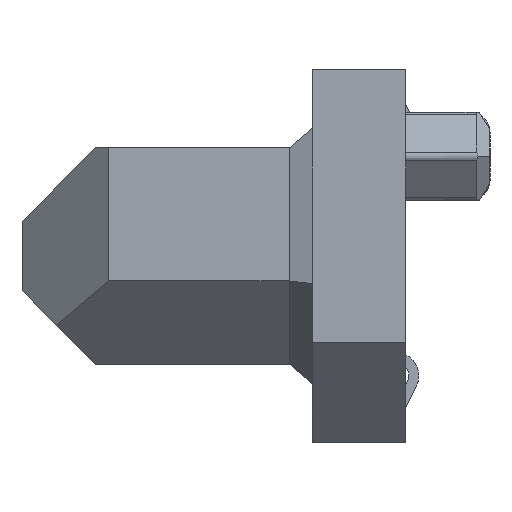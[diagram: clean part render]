
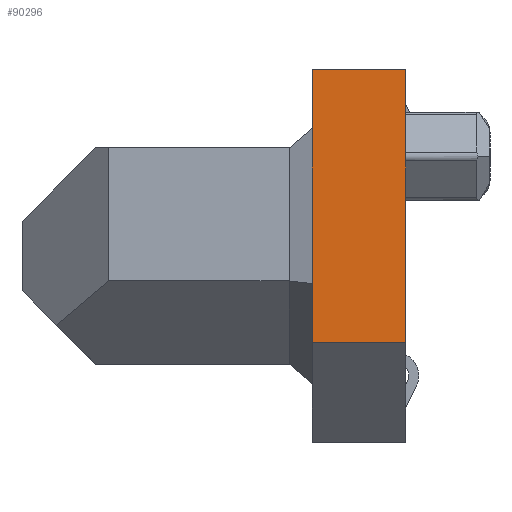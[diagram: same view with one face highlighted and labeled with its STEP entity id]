
A CAD part, left-side view. The second image highlights one B-rep face of the part: STEP entity #90296.
In plain terms, the highlighted planar face has unit normal (-1, 0, 0).
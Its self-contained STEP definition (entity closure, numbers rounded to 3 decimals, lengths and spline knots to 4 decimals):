
#1=DIRECTION('',(0.,-1.,0.));
#2=VECTOR('',#1,1.4);
#3=CARTESIAN_POINT('',(-27.,1.4,-1.3));
#4=LINE('',#3,#2);
#5=DIRECTION('',(0.,0.,1.));
#6=VECTOR('',#5,4.1);
#7=CARTESIAN_POINT('',(-27.,1.4,-1.3));
#8=LINE('',#7,#6);
#9=DIRECTION('',(0.,-1.,0.));
#10=VECTOR('',#9,1.4);
#11=CARTESIAN_POINT('',(-27.,1.4,2.8));
#12=LINE('',#11,#10);
#13=DIRECTION('',(0.,0.,-1.));
#14=VECTOR('',#13,4.1);
#15=CARTESIAN_POINT('',(-27.,0.,2.8));
#16=LINE('',#15,#14);
#70089=CARTESIAN_POINT('',(-27.,1.4,2.8));
#70090=CARTESIAN_POINT('',(-27.,0.,2.8));
#70091=VERTEX_POINT('',#70089);
#70092=VERTEX_POINT('',#70090);
#70101=CARTESIAN_POINT('',(-27.,0.,-1.3));
#70103=VERTEX_POINT('',#70101);
#70107=CARTESIAN_POINT('',(-27.,1.4,-1.3));
#70108=VERTEX_POINT('',#70107);
#90281=CARTESIAN_POINT('',(-27.,0.,0.));
#90282=DIRECTION('',(1.,0.,0.));
#90283=DIRECTION('',(0.,0.,-1.));
#90284=AXIS2_PLACEMENT_3D('',#90281,#90282,#90283);
#90285=PLANE('',#90284);
#90287=ORIENTED_EDGE('',*,*,#90286,.F.);
#90289=ORIENTED_EDGE('',*,*,#90288,.T.);
#90291=ORIENTED_EDGE('',*,*,#90290,.T.);
#90293=ORIENTED_EDGE('',*,*,#90292,.T.);
#90294=EDGE_LOOP('',(#90287,#90289,#90291,#90293));
#90295=FACE_OUTER_BOUND('',#90294,.F.);
#90286=EDGE_CURVE('',#70108,#70103,#4,.T.);
#90288=EDGE_CURVE('',#70108,#70091,#8,.T.);
#90290=EDGE_CURVE('',#70091,#70092,#12,.T.);
#90292=EDGE_CURVE('',#70092,#70103,#16,.T.);
#90296=ADVANCED_FACE('',(#90295),#90285,.F.);
